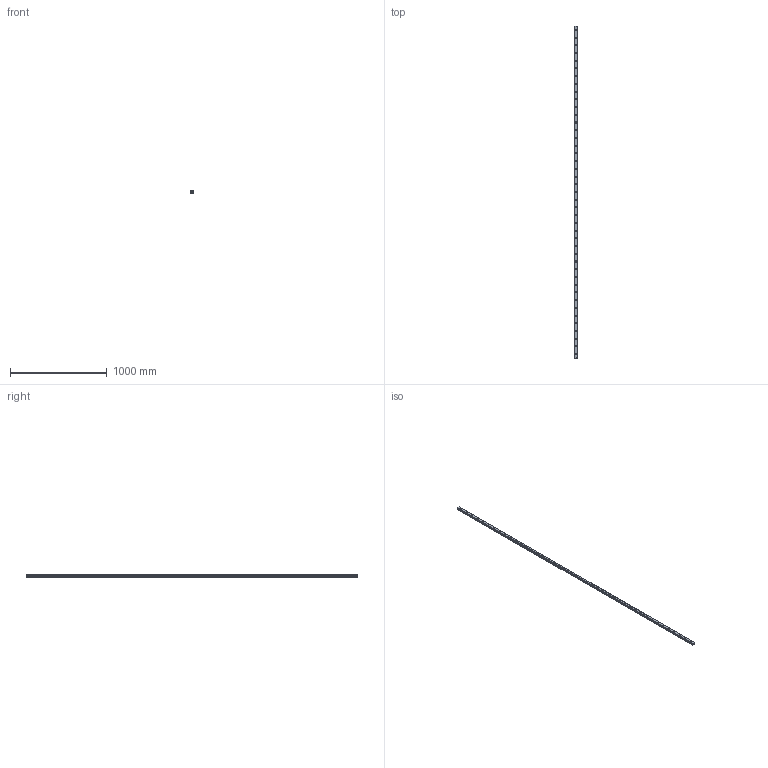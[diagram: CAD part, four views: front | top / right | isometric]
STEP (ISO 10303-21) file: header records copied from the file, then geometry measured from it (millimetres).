
FILE_DESCRIPTION(('STEP AP214'),'1');
FILE_NAME('cctmp_9BA85E58-4BCD-4E43-A26A-8BBF589BF54D_2021_02_12_11_34_15_0623..stp','2021-02-12T10:34:15',('HIWIN GmbH'),('CADClick - www.CADClick.com'),'Spatial InterOp 3D',' ','unknown authorization');
FILE_SCHEMA(('AUTOMOTIVE_DESIGN'));
Length unit declared in the file: millimetre
Products named in the file (1): EGR30R3440C_FILE
Bounding box: 28 x 3440 x 23 mm (x, y, z)
Volume: 1923214.8 mm3; surface area: 386037.1 mm2
Topology: 1 solids, 1 shells, 490 faces, 1065 edges, 710 vertices
Faces by surface type: cylinder 276, plane 214
Entity records: 17565 total; most frequent: DIRECTION 2599, CARTESIAN_POINT 2266, ORIENTED_EDGE 2130, EDGE_CURVE 1065, AXIS2_PLACEMENT_3D 1043, VERTEX_POINT 710, EDGE_LOOP 623, CIRCLE 552
